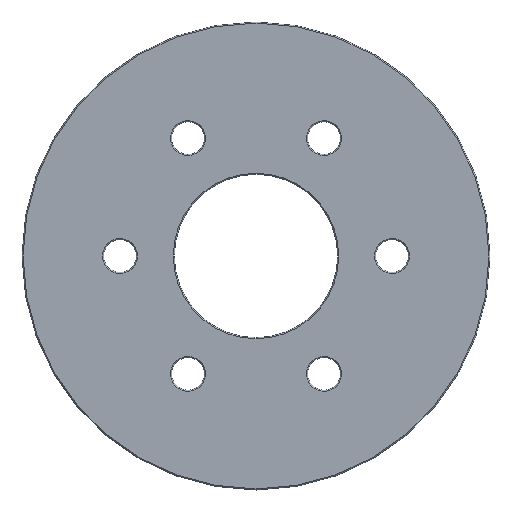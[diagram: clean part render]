
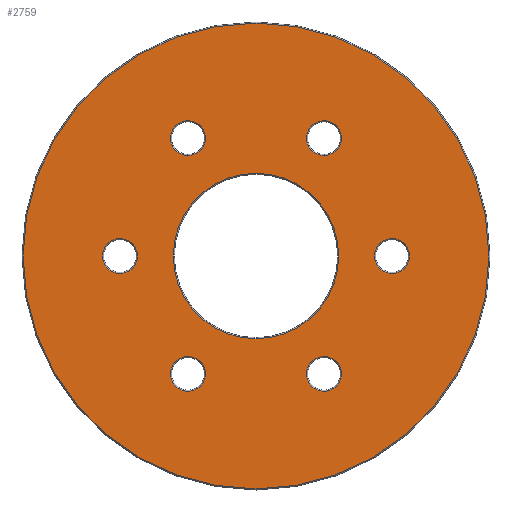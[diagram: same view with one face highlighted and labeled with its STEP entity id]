
A CAD part, front view. The second image highlights one B-rep face of the part: STEP entity #2759.
In plain terms, the highlighted planar face has unit normal (0, -1, 0).
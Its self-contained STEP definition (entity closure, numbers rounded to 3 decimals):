
#28=FACE_BOUND('',#341,.T.);
#29=FACE_BOUND('',#342,.T.);
#30=FACE_BOUND('',#343,.T.);
#31=FACE_BOUND('',#344,.T.);
#32=FACE_BOUND('',#345,.T.);
#33=FACE_BOUND('',#346,.T.);
#34=FACE_BOUND('',#347,.T.);
#36=PLANE('',#3008);
#151=FACE_OUTER_BOUND('',#340,.T.);
#340=EDGE_LOOP('',(#1943));
#341=EDGE_LOOP('',(#1944));
#342=EDGE_LOOP('',(#1945));
#343=EDGE_LOOP('',(#1946));
#344=EDGE_LOOP('',(#1947));
#345=EDGE_LOOP('',(#1948));
#346=EDGE_LOOP('',(#1949));
#347=EDGE_LOOP('',(#1950));
#1057=CIRCLE('',#3007,42.8);
#1058=CIRCLE('',#3009,3.2);
#1059=CIRCLE('',#3010,3.2);
#1060=CIRCLE('',#3011,3.2);
#1061=CIRCLE('',#3012,15.2);
#1062=CIRCLE('',#3013,3.2);
#1063=CIRCLE('',#3014,3.2);
#1064=CIRCLE('',#3015,3.2);
#1261=VERTEX_POINT('',#4426);
#1262=VERTEX_POINT('',#4430);
#1263=VERTEX_POINT('',#4432);
#1264=VERTEX_POINT('',#4434);
#1265=VERTEX_POINT('',#4436);
#1266=VERTEX_POINT('',#4438);
#1267=VERTEX_POINT('',#4440);
#1268=VERTEX_POINT('',#4442);
#1516=EDGE_CURVE('',#1261,#1261,#1057,.T.);
#1517=EDGE_CURVE('',#1262,#1262,#1058,.T.);
#1518=EDGE_CURVE('',#1263,#1263,#1059,.T.);
#1519=EDGE_CURVE('',#1264,#1264,#1060,.T.);
#1520=EDGE_CURVE('',#1265,#1265,#1061,.T.);
#1521=EDGE_CURVE('',#1266,#1266,#1062,.T.);
#1522=EDGE_CURVE('',#1267,#1267,#1063,.T.);
#1523=EDGE_CURVE('',#1268,#1268,#1064,.T.);
#1943=ORIENTED_EDGE('',*,*,#1516,.F.);
#1944=ORIENTED_EDGE('',*,*,#1517,.F.);
#1945=ORIENTED_EDGE('',*,*,#1518,.F.);
#1946=ORIENTED_EDGE('',*,*,#1519,.F.);
#1947=ORIENTED_EDGE('',*,*,#1520,.F.);
#1948=ORIENTED_EDGE('',*,*,#1521,.F.);
#1949=ORIENTED_EDGE('',*,*,#1522,.F.);
#1950=ORIENTED_EDGE('',*,*,#1523,.F.);
#2759=ADVANCED_FACE('',(#151,#28,#29,#30,#31,#32,#33,#34),#36,.F.);
#3007=AXIS2_PLACEMENT_3D('',#4428,#3454,#3455);
#3008=AXIS2_PLACEMENT_3D('',#4429,#3456,#3457);
#3009=AXIS2_PLACEMENT_3D('',#4431,#3458,#3459);
#3010=AXIS2_PLACEMENT_3D('',#4433,#3460,#3461);
#3011=AXIS2_PLACEMENT_3D('',#4435,#3462,#3463);
#3012=AXIS2_PLACEMENT_3D('',#4437,#3464,#3465);
#3013=AXIS2_PLACEMENT_3D('',#4439,#3466,#3467);
#3014=AXIS2_PLACEMENT_3D('',#4441,#3468,#3469);
#3015=AXIS2_PLACEMENT_3D('',#4443,#3470,#3471);
#3454=DIRECTION('center_axis',(0.,1.,0.));
#3455=DIRECTION('ref_axis',(-1.,0.,0.));
#3456=DIRECTION('center_axis',(0.,1.,0.));
#3457=DIRECTION('ref_axis',(-1.,0.,0.));
#3458=DIRECTION('center_axis',(0.,-1.,0.));
#3459=DIRECTION('ref_axis',(1.,0.,0.));
#3460=DIRECTION('center_axis',(0.,-1.,0.));
#3461=DIRECTION('ref_axis',(-1.,0.,0.));
#3462=DIRECTION('center_axis',(0.,-1.,0.));
#3463=DIRECTION('ref_axis',(1.,0.,0.));
#3464=DIRECTION('center_axis',(0.,-1.,0.));
#3465=DIRECTION('ref_axis',(-1.,0.,0.));
#3466=DIRECTION('center_axis',(0.,-1.,0.));
#3467=DIRECTION('ref_axis',(-1.,0.,0.));
#3468=DIRECTION('center_axis',(0.,-1.,0.));
#3469=DIRECTION('ref_axis',(-1.,0.,0.));
#3470=DIRECTION('center_axis',(0.,-1.,0.));
#3471=DIRECTION('ref_axis',(-1.,0.,0.));
#4426=CARTESIAN_POINT('',(42.679,226.,0.127));
#4428=CARTESIAN_POINT('Origin',(-0.121,226.,0.127));
#4429=CARTESIAN_POINT('Origin',(-0.121,226.,0.127));
#4430=CARTESIAN_POINT('',(-15.821,226.,-21.524));
#4431=CARTESIAN_POINT('Origin',(-12.621,226.,-21.524));
#4432=CARTESIAN_POINT('',(-9.421,226.,21.778));
#4433=CARTESIAN_POINT('Origin',(-12.621,226.,21.778));
#4434=CARTESIAN_POINT('',(21.679,226.,0.127));
#4435=CARTESIAN_POINT('Origin',(24.879,226.,0.127));
#4436=CARTESIAN_POINT('',(15.079,226.,0.127));
#4437=CARTESIAN_POINT('Origin',(-0.121,226.,0.127));
#4438=CARTESIAN_POINT('',(15.579,226.,21.778));
#4439=CARTESIAN_POINT('Origin',(12.379,226.,21.778));
#4440=CARTESIAN_POINT('',(-21.921,226.,0.127));
#4441=CARTESIAN_POINT('Origin',(-25.121,226.,0.127));
#4442=CARTESIAN_POINT('',(15.579,226.,-21.524));
#4443=CARTESIAN_POINT('Origin',(12.379,226.,-21.524));
